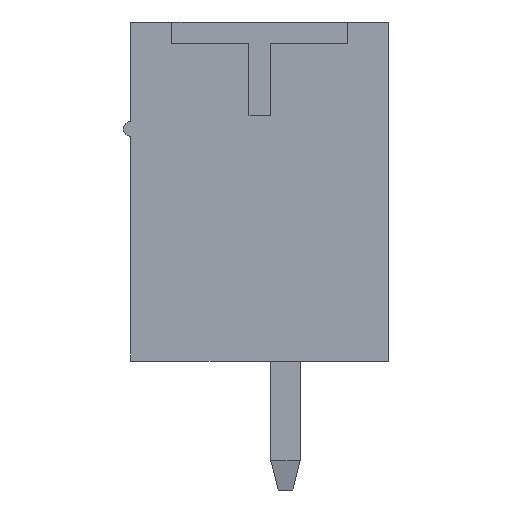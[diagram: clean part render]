
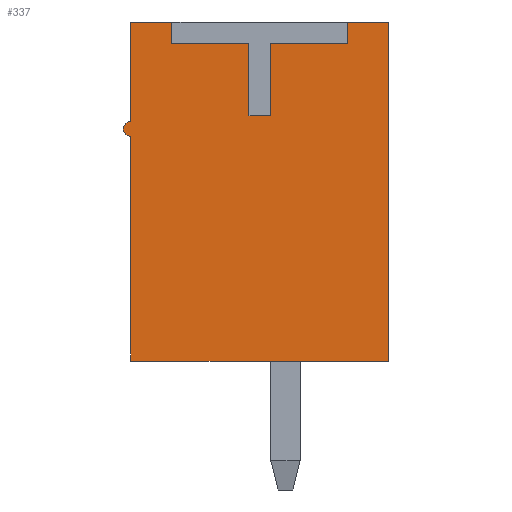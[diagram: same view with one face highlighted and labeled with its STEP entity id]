
A CAD part, left-side view. The second image highlights one B-rep face of the part: STEP entity #337.
In plain terms, the highlighted planar face has unit normal (-1, 0, 0).
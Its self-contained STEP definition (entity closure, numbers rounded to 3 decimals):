
#337 = ADVANCED_FACE( '', ( #692 ), #693, .F. );
#692 = FACE_OUTER_BOUND( '', #1076, .T. );
#693 = PLANE( '', #1077 );
#1076 = EDGE_LOOP( '', ( #1864, #1865, #1866, #1867, #1868, #1869, #1870, #1871, #1872, #1873, #1874, #1875, #1876, #1877 ) );
#1077 = AXIS2_PLACEMENT_3D( '', #1878, #1879, #1880 );
#1864 = ORIENTED_EDGE( '', *, *, #2691, .F. );
#1865 = ORIENTED_EDGE( '', *, *, #2692, .T. );
#1866 = ORIENTED_EDGE( '', *, *, #2593, .T. );
#1867 = ORIENTED_EDGE( '', *, *, #2563, .T. );
#1868 = ORIENTED_EDGE( '', *, *, #2371, .T. );
#1869 = ORIENTED_EDGE( '', *, *, #2359, .T. );
#1870 = ORIENTED_EDGE( '', *, *, #2385, .T. );
#1871 = ORIENTED_EDGE( '', *, *, #2693, .T. );
#1872 = ORIENTED_EDGE( '', *, *, #2694, .F. );
#1873 = ORIENTED_EDGE( '', *, *, #2587, .T. );
#1874 = ORIENTED_EDGE( '', *, *, #2446, .T. );
#1875 = ORIENTED_EDGE( '', *, *, #2486, .T. );
#1876 = ORIENTED_EDGE( '', *, *, #2695, .F. );
#1877 = ORIENTED_EDGE( '', *, *, #2517, .F. );
#1878 = CARTESIAN_POINT( '', ( -4.05, 0., 0. ) );
#1879 = DIRECTION( '', ( 1., 0., 0. ) );
#1880 = DIRECTION( '', ( 0., 0., -1. ) );
#2359 = EDGE_CURVE( '', #2803, #2804, #2805, .T. );
#2371 = EDGE_CURVE( '', #2825, #2803, #2826, .T. );
#2385 = EDGE_CURVE( '', #2804, #2849, #2850, .T. );
#2446 = EDGE_CURVE( '', #2958, #2956, #2959, .F. );
#2486 = EDGE_CURVE( '', #2956, #3022, #3024, .T. );
#2517 = EDGE_CURVE( '', #3075, #3077, #3078, .T. );
#2563 = EDGE_CURVE( '', #3147, #2825, #3148, .T. );
#2587 = EDGE_CURVE( '', #3179, #2958, #3183, .T. );
#2593 = EDGE_CURVE( '', #3190, #3147, #3191, .T. );
#2691 = EDGE_CURVE( '', #3331, #3075, #3332, .T. );
#2692 = EDGE_CURVE( '', #3331, #3190, #3333, .T. );
#2693 = EDGE_CURVE( '', #2849, #3334, #3335, .T. );
#2694 = EDGE_CURVE( '', #3179, #3334, #3336, .T. );
#2695 = EDGE_CURVE( '', #3077, #3022, #3337, .T. );
#2803 = VERTEX_POINT( '', #3461 );
#2804 = VERTEX_POINT( '', #3462 );
#2805 = LINE( '', #3463, #3464 );
#2825 = VERTEX_POINT( '', #3493 );
#2826 = LINE( '', #3494, #3495 );
#2849 = VERTEX_POINT( '', #3528 );
#2850 = LINE( '', #3529, #3530 );
#2956 = VERTEX_POINT( '', #3682 );
#2958 = VERTEX_POINT( '', #3685 );
#2959 = CIRCLE( '', #3686, 0.2 );
#3022 = VERTEX_POINT( '', #3775 );
#3024 = LINE( '', #3778, #3779 );
#3075 = VERTEX_POINT( '', #3854 );
#3077 = VERTEX_POINT( '', #3857 );
#3078 = LINE( '', #3858, #3859 );
#3147 = VERTEX_POINT( '', #3962 );
#3148 = LINE( '', #3963, #3964 );
#3179 = VERTEX_POINT( '', #4010 );
#3183 = LINE( '', #4016, #4017 );
#3190 = VERTEX_POINT( '', #4027 );
#3191 = LINE( '', #4028, #4029 );
#3331 = VERTEX_POINT( '', #4240 );
#3332 = LINE( '', #4241, #4242 );
#3333 = LINE( '', #4243, #4244 );
#3334 = VERTEX_POINT( '', #4245 );
#3335 = LINE( '', #4246, #4247 );
#3336 = LINE( '', #4248, #4249 );
#3337 = LINE( '', #4250, #4251 );
#3461 = CARTESIAN_POINT( '', ( -4.05, 0.19, 2.06 ) );
#3462 = CARTESIAN_POINT( '', ( -4.05, 0.19, 4.02 ) );
#3463 = CARTESIAN_POINT( '', ( -4.05, 0.19, 2.06 ) );
#3464 = VECTOR( '', #4430, 1000. );
#3493 = CARTESIAN_POINT( '', ( -4.05, -0.39, 2.06 ) );
#3494 = CARTESIAN_POINT( '', ( -4.05, -0.39, 2.06 ) );
#3495 = VECTOR( '', #4440, 1000. );
#3528 = CARTESIAN_POINT( '', ( -4.05, 2.28, 4.02 ) );
#3529 = CARTESIAN_POINT( '', ( -4.05, 0.19, 4.02 ) );
#3530 = VECTOR( '', #4451, 1000. );
#3682 = CARTESIAN_POINT( '', ( -4.05, 3.4, 1.5 ) );
#3685 = CARTESIAN_POINT( '', ( -4.05, 3.4, 1.9 ) );
#3686 = AXIS2_PLACEMENT_3D( '', #4508, #4509, #4510 );
#3775 = CARTESIAN_POINT( '', ( -4.05, 3.4, -4.6 ) );
#3778 = CARTESIAN_POINT( '', ( -4.05, 3.4, 0. ) );
#3779 = VECTOR( '', #4550, 1000. );
#3854 = CARTESIAN_POINT( '', ( -4.05, -3.6, 4.6 ) );
#3857 = CARTESIAN_POINT( '', ( -4.05, -3.6, -4.6 ) );
#3858 = CARTESIAN_POINT( '', ( -4.05, -3.6, 4.6 ) );
#3859 = VECTOR( '', #4576, 1000. );
#3962 = CARTESIAN_POINT( '', ( -4.05, -0.39, 4.02 ) );
#3963 = CARTESIAN_POINT( '', ( -4.05, -0.39, 4.02 ) );
#3964 = VECTOR( '', #4611, 1000. );
#4010 = CARTESIAN_POINT( '', ( -4.05, 3.4, 4.6 ) );
#4016 = CARTESIAN_POINT( '', ( -4.05, 3.4, 0. ) );
#4017 = VECTOR( '', #4629, 1000. );
#4027 = CARTESIAN_POINT( '', ( -4.05, -2.48, 4.02 ) );
#4028 = CARTESIAN_POINT( '', ( -4.05, -2.48, 4.02 ) );
#4029 = VECTOR( '', #4633, 1000. );
#4240 = CARTESIAN_POINT( '', ( -4.05, -2.48, 4.6 ) );
#4241 = CARTESIAN_POINT( '', ( -4.05, 3.6, 4.6 ) );
#4242 = VECTOR( '', #4711, 1000. );
#4243 = CARTESIAN_POINT( '', ( -4.05, -2.48, 4.6 ) );
#4244 = VECTOR( '', #4712, 1000. );
#4245 = CARTESIAN_POINT( '', ( -4.05, 2.28, 4.6 ) );
#4246 = CARTESIAN_POINT( '', ( -4.05, 2.28, 4.02 ) );
#4247 = VECTOR( '', #4713, 1000. );
#4248 = CARTESIAN_POINT( '', ( -4.05, 3.6, 4.6 ) );
#4249 = VECTOR( '', #4714, 1000. );
#4250 = CARTESIAN_POINT( '', ( -4.05, -3.6, -4.6 ) );
#4251 = VECTOR( '', #4715, 1000. );
#4430 = DIRECTION( '', ( 0., 0., 1. ) );
#4440 = DIRECTION( '', ( 0., 1., 0. ) );
#4451 = DIRECTION( '', ( 0., 1., 0. ) );
#4508 = CARTESIAN_POINT( '', ( -4.05, 3.4, 1.7 ) );
#4509 = DIRECTION( '', ( 1., 0., 0. ) );
#4510 = DIRECTION( '', ( 0., 0., -1. ) );
#4550 = DIRECTION( '', ( 0., 0., -1. ) );
#4576 = DIRECTION( '', ( 0., 0., -1. ) );
#4611 = DIRECTION( '', ( 0., 0., -1. ) );
#4629 = DIRECTION( '', ( 0., 0., -1. ) );
#4633 = DIRECTION( '', ( 0., 1., 0. ) );
#4711 = DIRECTION( '', ( 0., -1., 0. ) );
#4712 = DIRECTION( '', ( 0., 0., -1. ) );
#4713 = DIRECTION( '', ( 0., 0., 1. ) );
#4714 = DIRECTION( '', ( 0., -1., 0. ) );
#4715 = DIRECTION( '', ( 0., 1., 0. ) );
